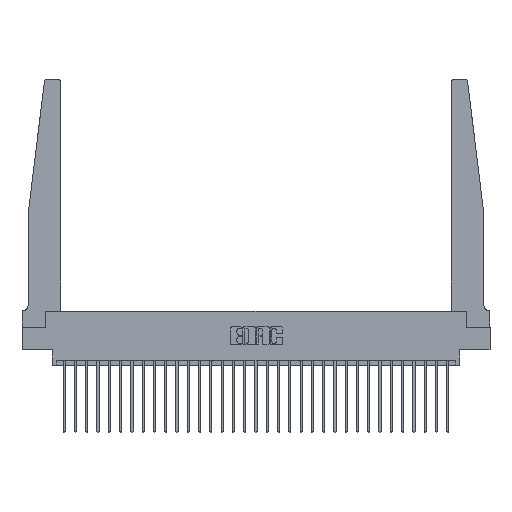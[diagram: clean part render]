
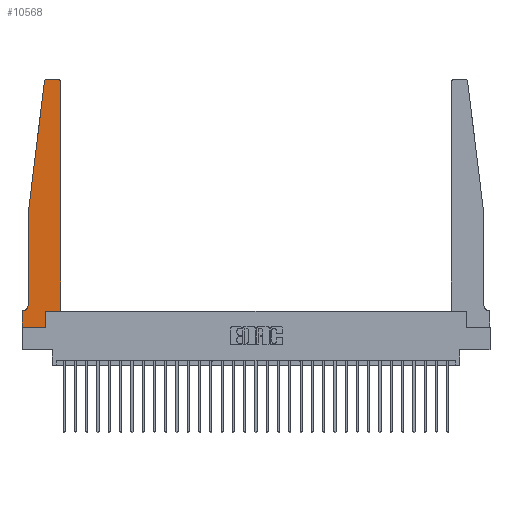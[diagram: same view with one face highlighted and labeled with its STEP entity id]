
A CAD part, top view. The second image highlights one B-rep face of the part: STEP entity #10568.
In plain terms, the highlighted planar face has unit normal (0, 0, 1).
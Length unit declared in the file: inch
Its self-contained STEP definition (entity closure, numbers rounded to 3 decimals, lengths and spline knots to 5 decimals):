
#513 = VECTOR ( 'NONE', #4728, 39.37008 ) ;
#746 = CARTESIAN_POINT ( 'NONE',  ( 0., 0.1875, 0.37 ) ) ;
#820 = AXIS2_PLACEMENT_3D ( 'NONE', #1540, #17018, #3727 ) ;
#881 = LINE ( 'NONE', #12393, #11951 ) ;
#1071 = EDGE_CURVE ( 'NONE', #15080, #9119, #23616, .T. ) ;
#1113 = AXIS2_PLACEMENT_3D ( 'NONE', #2511, #17989, #4718 ) ;
#1540 = CARTESIAN_POINT ( 'NONE',  ( 0., 0.1875, 0.37 ) ) ;
#1873 = CARTESIAN_POINT ( 'NONE',  ( 0.015, 0.2375, 0.37 ) ) ;
#1912 = CIRCLE ( 'NONE', #12964, 0.05 ) ;
#2511 = CARTESIAN_POINT ( 'NONE',  ( 0.27653, 2.72, 0.37 ) ) ;
#2532 = CARTESIAN_POINT ( 'NONE',  ( 0.425, 0.18, 0.37 ) ) ;
#2836 = ORIENTED_EDGE ( 'NONE', *, *, #18118, .T. ) ;
#2975 = DIRECTION ( 'NONE',  ( 1., 0., 0. ) ) ;
#3268 = VERTEX_POINT ( 'NONE', #15036 ) ;
#3680 = ORIENTED_EDGE ( 'NONE', *, *, #6614, .T. ) ;
#3727 = DIRECTION ( 'NONE',  ( 1., 0., 0. ) ) ;
#3825 = ORIENTED_EDGE ( 'NONE', *, *, #1071, .T. ) ;
#3853 = ORIENTED_EDGE ( 'NONE', *, *, #13300, .T. ) ;
#4047 = DIRECTION ( 'NONE',  ( -1., 0., 0. ) ) ;
#4383 = ORIENTED_EDGE ( 'NONE', *, *, #26875, .T. ) ;
#4718 = DIRECTION ( 'NONE',  ( 1., 0., 0. ) ) ;
#4728 = DIRECTION ( 'NONE',  ( 0., 1., 0. ) ) ;
#4742 = ORIENTED_EDGE ( 'NONE', *, *, #24321, .T. ) ;
#4918 = LINE ( 'NONE', #23398, #27828 ) ;
#4985 = LINE ( 'NONE', #23193, #27895 ) ;
#5768 = ORIENTED_EDGE ( 'NONE', *, *, #17950, .T. ) ;
#6200 = VERTEX_POINT ( 'NONE', #17339 ) ;
#6614 = EDGE_CURVE ( 'NONE', #9888, #18121, #4985, .T. ) ;
#7432 = CARTESIAN_POINT ( 'NONE',  ( 0., 0., 0.37 ) ) ;
#7522 = DIRECTION ( 'NONE',  ( 0., -1., 0. ) ) ;
#8023 = EDGE_LOOP ( 'NONE', ( #25194, #5768, #17558, #26596, #4383, #3680, #16181, #4742, #3853, #2836, #23979, #3825 ) ) ;
#8151 = CARTESIAN_POINT ( 'NONE',  ( 0.065, 1.25, 0.37 ) ) ;
#9119 = VERTEX_POINT ( 'NONE', #18052 ) ;
#9722 = CARTESIAN_POINT ( 'NONE',  ( 0.2605, 0.18, 0.37 ) ) ;
#9888 = VERTEX_POINT ( 'NONE', #14423 ) ;
#10568 = ADVANCED_FACE ( 'NONE', ( #13831 ), #23588, .T. ) ;
#10995 = VECTOR ( 'NONE', #18796, 39.37008 ) ;
#11216 = VERTEX_POINT ( 'NONE', #8151 ) ;
#11640 = LINE ( 'NONE', #14016, #22725 ) ;
#11951 = VECTOR ( 'NONE', #14623, 39.37008 ) ;
#12393 = CARTESIAN_POINT ( 'NONE',  ( 0.25, 2.75, 0.37 ) ) ;
#12735 = DIRECTION ( 'NONE',  ( 1., 0., 0. ) ) ;
#12964 = AXIS2_PLACEMENT_3D ( 'NONE', #1873, #17337, #4047 ) ;
#13300 = EDGE_CURVE ( 'NONE', #22269, #15786, #4918, .T. ) ;
#13831 = FACE_OUTER_BOUND ( 'NONE', #8023, .T. ) ;
#13847 = CARTESIAN_POINT ( 'NONE',  ( 0.425, 2.72, 0.37 ) ) ;
#14016 = CARTESIAN_POINT ( 'NONE',  ( 0.425, 0.18, 0.37 ) ) ;
#14423 = CARTESIAN_POINT ( 'NONE',  ( 0.015, 0.1875, 0.37 ) ) ;
#14623 = DIRECTION ( 'NONE',  ( -1., 0., 0. ) ) ;
#14899 = CARTESIAN_POINT ( 'NONE',  ( 0.24675, 2.72367, 0.37 ) ) ;
#15036 = CARTESIAN_POINT ( 'NONE',  ( 0., 0., 0.37 ) ) ;
#15080 = VERTEX_POINT ( 'NONE', #13847 ) ;
#15304 = VERTEX_POINT ( 'NONE', #14899 ) ;
#15786 = VERTEX_POINT ( 'NONE', #9722 ) ;
#15868 = VERTEX_POINT ( 'NONE', #23762 ) ;
#16181 = ORIENTED_EDGE ( 'NONE', *, *, #21232, .T. ) ;
#16440 = CARTESIAN_POINT ( 'NONE',  ( 0.425, 0.18, 0.37 ) ) ;
#16584 = CARTESIAN_POINT ( 'NONE',  ( 0., 0., 0.37 ) ) ;
#17018 = DIRECTION ( 'NONE',  ( 0., 0., 1. ) ) ;
#17337 = DIRECTION ( 'NONE',  ( 0., 0., -1. ) ) ;
#17339 = CARTESIAN_POINT ( 'NONE',  ( 0.27653, 2.75, 0.37 ) ) ;
#17351 = DIRECTION ( 'NONE',  ( -0.122, -0.992, 0. ) ) ;
#17353 = AXIS2_PLACEMENT_3D ( 'NONE', #22047, #23711, #12735 ) ;
#17558 = ORIENTED_EDGE ( 'NONE', *, *, #28509, .T. ) ;
#17950 = EDGE_CURVE ( 'NONE', #6200, #15304, #27221, .T. ) ;
#17989 = DIRECTION ( 'NONE',  ( 0., 0., 1. ) ) ;
#18052 = CARTESIAN_POINT ( 'NONE',  ( 0.395, 2.75, 0.37 ) ) ;
#18118 = EDGE_CURVE ( 'NONE', #15786, #27305, #11640, .T. ) ;
#18121 = VERTEX_POINT ( 'NONE', #746 ) ;
#18181 = LINE ( 'NONE', #2532, #513 ) ;
#18425 = CARTESIAN_POINT ( 'NONE',  ( 0.2605, 0., 0.37 ) ) ;
#18776 = EDGE_CURVE ( 'NONE', #9119, #6200, #881, .T. ) ;
#18796 = DIRECTION ( 'NONE',  ( 1., 0., 0. ) ) ;
#18839 = DIRECTION ( 'NONE',  ( -1., 0., 0. ) ) ;
#19036 = EDGE_CURVE ( 'NONE', #27305, #15080, #18181, .T. ) ;
#19497 = EDGE_CURVE ( 'NONE', #11216, #15868, #24049, .T. ) ;
#20124 = LINE ( 'NONE', #23930, #25353 ) ;
#21232 = EDGE_CURVE ( 'NONE', #18121, #3268, #28146, .T. ) ;
#22047 = CARTESIAN_POINT ( 'NONE',  ( 0.395, 2.72, 0.37 ) ) ;
#22269 = VERTEX_POINT ( 'NONE', #18425 ) ;
#22725 = VECTOR ( 'NONE', #2975, 39.37008 ) ;
#23193 = CARTESIAN_POINT ( 'NONE',  ( 0.065, 0.1875, 0.37 ) ) ;
#23333 = VECTOR ( 'NONE', #24177, 39.37008 ) ;
#23398 = CARTESIAN_POINT ( 'NONE',  ( 0.2605, 0.18, 0.37 ) ) ;
#23588 = PLANE ( 'NONE',  #820 ) ;
#23616 = CIRCLE ( 'NONE', #17353, 0.03 ) ;
#23711 = DIRECTION ( 'NONE',  ( 0., 0., 1. ) ) ;
#23762 = CARTESIAN_POINT ( 'NONE',  ( 0.065, 0.2375, 0.37 ) ) ;
#23930 = CARTESIAN_POINT ( 'NONE',  ( 0.065, 1.25, 0.37 ) ) ;
#23979 = ORIENTED_EDGE ( 'NONE', *, *, #19036, .T. ) ;
#24049 = LINE ( 'NONE', #28575, #23333 ) ;
#24177 = DIRECTION ( 'NONE',  ( 0., -1., 0. ) ) ;
#24321 = EDGE_CURVE ( 'NONE', #3268, #22269, #28710, .T. ) ;
#25194 = ORIENTED_EDGE ( 'NONE', *, *, #18776, .T. ) ;
#25353 = VECTOR ( 'NONE', #17351, 39.37008 ) ;
#25660 = DIRECTION ( 'NONE',  ( 0., 1., 0. ) ) ;
#26596 = ORIENTED_EDGE ( 'NONE', *, *, #19497, .T. ) ;
#26875 = EDGE_CURVE ( 'NONE', #15868, #9888, #1912, .T. ) ;
#27221 = CIRCLE ( 'NONE', #1113, 0.03 ) ;
#27305 = VERTEX_POINT ( 'NONE', #16440 ) ;
#27439 = VECTOR ( 'NONE', #7522, 39.37008 ) ;
#27828 = VECTOR ( 'NONE', #25660, 39.37008 ) ;
#27895 = VECTOR ( 'NONE', #18839, 39.37008 ) ;
#28146 = LINE ( 'NONE', #7432, #27439 ) ;
#28509 = EDGE_CURVE ( 'NONE', #15304, #11216, #20124, .T. ) ;
#28575 = CARTESIAN_POINT ( 'NONE',  ( 0.065, 1.25, 0.37 ) ) ;
#28710 = LINE ( 'NONE', #16584, #10995 ) ;
